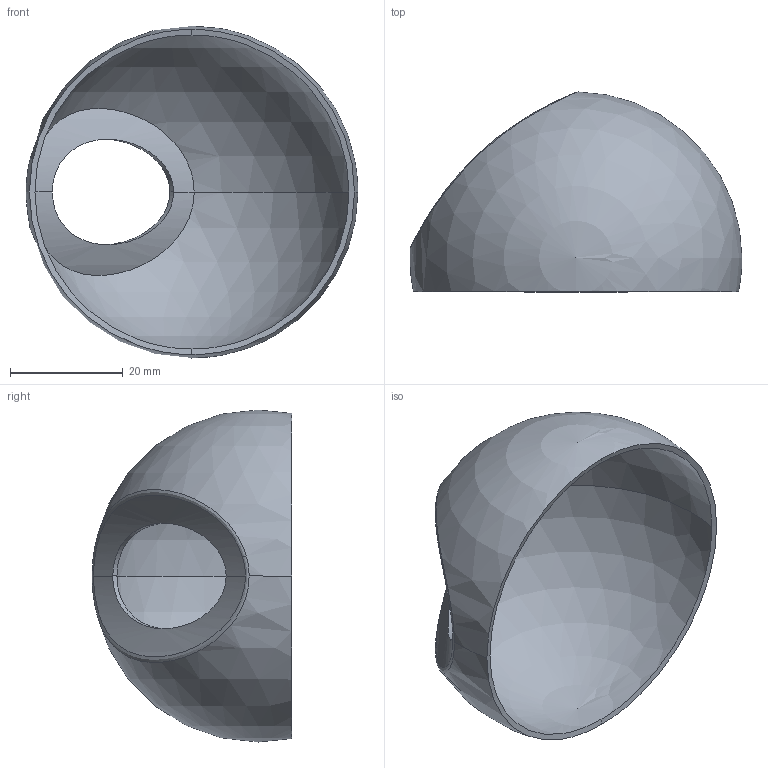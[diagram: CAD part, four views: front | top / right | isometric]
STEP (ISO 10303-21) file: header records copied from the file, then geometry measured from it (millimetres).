
FILE_DESCRIPTION (( 'STEP AP214' ), '1' );
FILE_NAME ('àðò. KRT308.STEP', '2014-07-17T08:36:36', ( '' ), ( '' ), 'SwSTEP 2.0', 'SolidWorks 2014', '' );
FILE_SCHEMA (( 'AUTOMOTIVE_DESIGN' ));
Length unit declared in the file: millimetre
Products named in the file (1): àðò. KRT308
Bounding box: 58.98 x 35.5 x 59 mm (x, y, z)
Volume: 5835 mm3; surface area: 11930.3 mm2
Topology: 1 solids, 1 shells, 14 faces, 50 edges, 32 vertices
Faces by surface type: bspline 4, sphere 4, cylinder 4, cone 2
Entity records: 1536 total; most frequent: CARTESIAN_POINT 1167, ORIENTED_EDGE 80, DIRECTION 58, EDGE_CURVE 40, VERTEX_POINT 26, AXIS2_PLACEMENT_3D 25, B_SPLINE_CURVE_WITH_KNOTS 18, EDGE_LOOP 14
